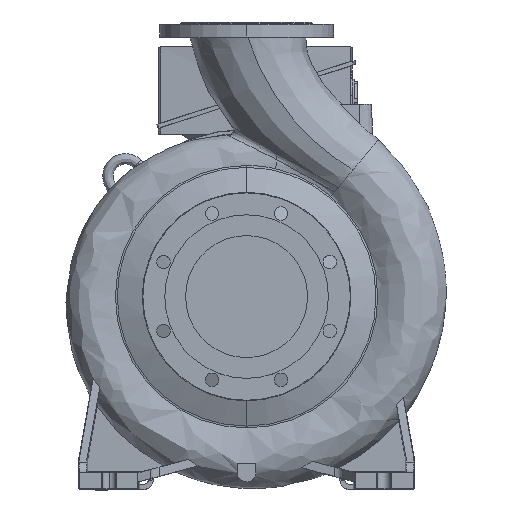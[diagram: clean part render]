
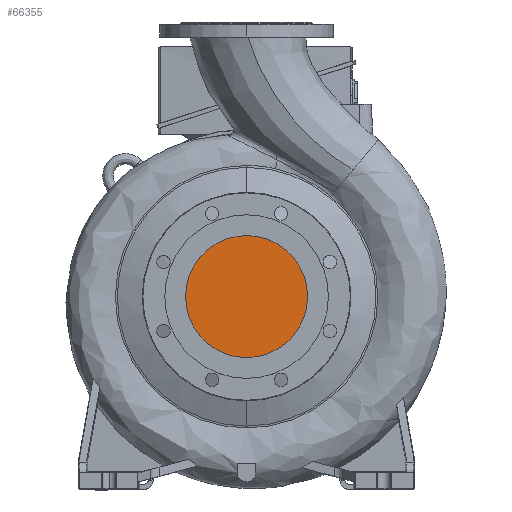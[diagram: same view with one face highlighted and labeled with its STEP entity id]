
A CAD part, top view. The second image highlights one B-rep face of the part: STEP entity #66355.
In plain terms, the highlighted planar face has unit normal (0, 0, 1).
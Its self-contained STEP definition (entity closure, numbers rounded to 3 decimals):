
#13333 = DIRECTION ( 'NONE',  ( 1., 0., 0. ) ) ;
#19735 = DIRECTION ( 'NONE',  ( 0., 0., 1. ) ) ;
#20720 = DIRECTION ( 'NONE',  ( 1., 0., 0. ) ) ;
#21835 = CARTESIAN_POINT ( 'NONE',  ( 0., 0., 140. ) ) ;
#28598 = AXIS2_PLACEMENT_3D ( 'NONE', #30265, #103578, #20720 ) ;
#30265 = CARTESIAN_POINT ( 'NONE',  ( -120., 120., 140. ) ) ;
#31456 = DIRECTION ( 'NONE',  ( 0., 0., 1. ) ) ;
#34116 = AXIS2_PLACEMENT_3D ( 'NONE', #64399, #31456, #48988 ) ;
#38413 = EDGE_CURVE ( 'NONE', #69561, #96264, #79900, .T. ) ;
#41852 = AXIS2_PLACEMENT_3D ( 'NONE', #21835, #19735, #13333 ) ;
#45671 = FACE_OUTER_BOUND ( 'NONE', #82723, .T. ) ;
#47252 = PLANE ( 'NONE',  #28598 ) ;
#48988 = DIRECTION ( 'NONE',  ( 1., 0., 0. ) ) ;
#64399 = CARTESIAN_POINT ( 'NONE',  ( 0., 0., 140. ) ) ;
#66355 = ADVANCED_FACE ( 'NONE', ( #45671 ), #47252, .T. ) ;
#69561 = VERTEX_POINT ( 'NONE', #99756 ) ;
#74013 = ORIENTED_EDGE ( 'NONE', *, *, #80219, .T. ) ;
#79900 = CIRCLE ( 'NONE', #34116, 100. ) ;
#80219 = EDGE_CURVE ( 'NONE', #96264, #69561, #87660, .T. ) ;
#82723 = EDGE_LOOP ( 'NONE', ( #86699, #74013 ) ) ;
#86699 = ORIENTED_EDGE ( 'NONE', *, *, #38413, .T. ) ;
#87660 = CIRCLE ( 'NONE', #41852, 100. ) ;
#96264 = VERTEX_POINT ( 'NONE', #100700 ) ;
#99756 = CARTESIAN_POINT ( 'NONE',  ( 100., 0., 140. ) ) ;
#100700 = CARTESIAN_POINT ( 'NONE',  ( -100., 0., 140. ) ) ;
#103578 = DIRECTION ( 'NONE',  ( 0., 0., 1. ) ) ;
